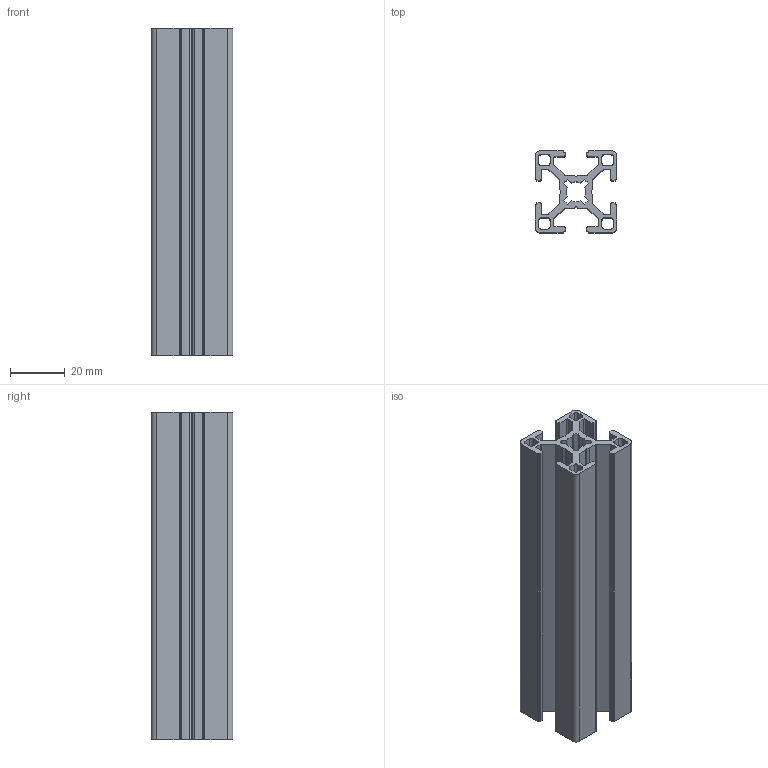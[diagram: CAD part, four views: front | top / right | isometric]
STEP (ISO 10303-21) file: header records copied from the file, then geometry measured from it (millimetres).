
FILE_DESCRIPTION(('FreeCAD Model'),'2;1');
FILE_NAME('Open CASCADE Shape Model','2024-07-14T10:47:22',(''),(''), 'Open CASCADE STEP processor 7.6','FreeCAD','Unknown');
FILE_SCHEMA(('AUTOMOTIVE_DESIGN { 1 0 10303 214 1 1 1 1 }'));
Length unit declared in the file: millimetre
Products named in the file (1): T-Slot_Profile_3030x120_001
Bounding box: 30 x 30 x 120 mm (x, y, z)
Volume: 37641.8 mm3; surface area: 40311.4 mm2
Topology: 1 solids, 1 shells, 186 faces, 552 edges, 368 vertices
Faces by surface type: plane 98, cylinder 88
Entity records: 6314 total; most frequent: CARTESIAN_POINT 1107, ORIENTED_EDGE 1104, DIRECTION 1102, EDGE_CURVE 552, LINE 376, VECTOR 376, VERTEX_POINT 368, AXIS2_PLACEMENT_3D 363
